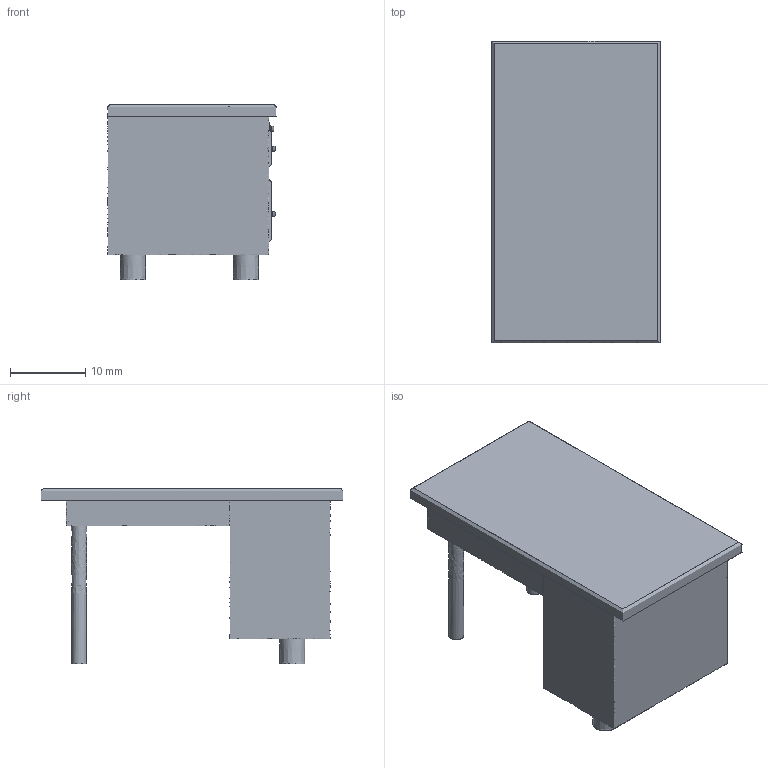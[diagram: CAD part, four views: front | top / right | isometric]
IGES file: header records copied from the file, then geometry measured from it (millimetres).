
Global section: file name: Desk1.igs; native system: XCMODEL ver.3.0 Universita' di Bologna; preprocessor: formato IGES Nov. 2001; date: 130531.200253; units: millimetre
Bounding box: 22.33 x 40 x 23.33 mm (x, y, z)
Surface area: 5609.6 mm2 (no closed solid volume)
Topology: 0 solids, 0 shells, 24 faces, 77 edges, 58 vertices
Faces by surface type: bspline 24
